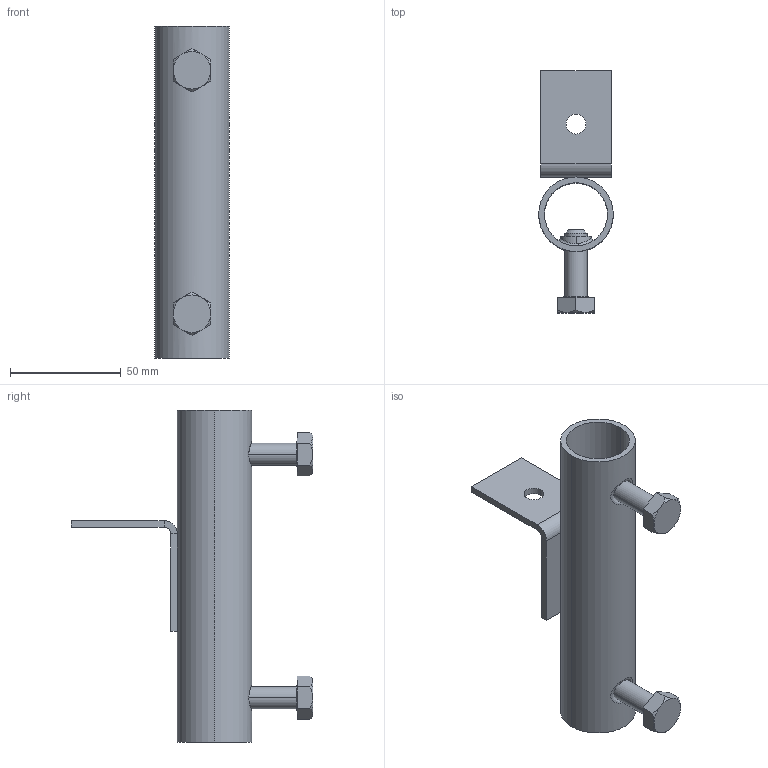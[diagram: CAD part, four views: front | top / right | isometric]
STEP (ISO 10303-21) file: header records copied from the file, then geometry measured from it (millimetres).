
FILE_DESCRIPTION (( 'STEP AP203' ), '1' );
FILE_NAME ('10-02-1901.STEP', '2013-05-06T06:30:15', ( 'asennus' ), ( '' ), 'SwSTEP 2.0', 'SolidWorks 2013', '' );
FILE_SCHEMA (( 'CONFIG_CONTROL_DESIGN' ));
Length unit declared in the file: millimetre
Products named in the file (1): 10-02-1901
Bounding box: 33.7 x 109.25 x 150 mm (x, y, z)
Volume: 55432.3 mm3; surface area: 40390.6 mm2
Topology: 4 solids, 4 shells, 84 faces, 186 edges, 116 vertices
Faces by surface type: plane 36, cylinder 24, cone 16, bspline 8
Entity records: 4257 total; most frequent: CARTESIAN_POINT 2383, ORIENTED_EDGE 372, DIRECTION 356, EDGE_CURVE 186, AXIS2_PLACEMENT_3D 141, VERTEX_POINT 116, EDGE_LOOP 98, FACE_OUTER_BOUND 84
